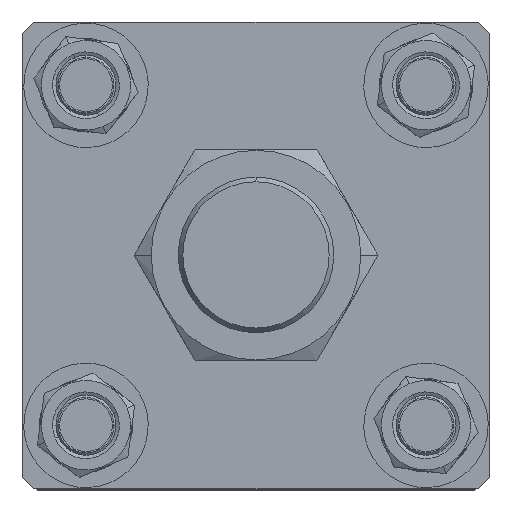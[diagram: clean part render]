
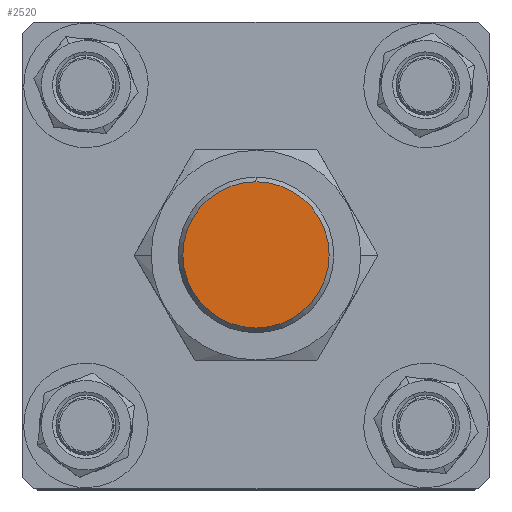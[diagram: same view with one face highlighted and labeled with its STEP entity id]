
A CAD part, top view. The second image highlights one B-rep face of the part: STEP entity #2520.
In plain terms, the highlighted planar face has unit normal (0, 0, 1).
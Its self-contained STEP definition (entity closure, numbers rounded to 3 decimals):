
#222 = EDGE_LOOP ( 'NONE', ( #6064, #6071 ) ) ;
#420 = VERTEX_POINT ( 'NONE', #1371 ) ;
#440 = VERTEX_POINT ( 'NONE', #1339 ) ;
#1339 = CARTESIAN_POINT ( 'NONE',  ( -32.899, 0., 386. ) ) ;
#1371 = CARTESIAN_POINT ( 'NONE',  ( 32.899, 0., 386. ) ) ;
#2520 = ADVANCED_FACE ( 'NONE', ( #8064 ), #6207, .T. ) ;
#2546 = AXIS2_PLACEMENT_3D ( 'NONE', #4431, #4430, #4423 ) ;
#2580 = AXIS2_PLACEMENT_3D ( 'NONE', #4410, #4409, #4408 ) ;
#4044 = AXIS2_PLACEMENT_3D ( 'NONE', #6211, #6208, #6205 ) ;
#4408 = DIRECTION ( 'NONE',  ( 1., 0., 0. ) ) ;
#4409 = DIRECTION ( 'NONE',  ( 0., 0., 1. ) ) ;
#4410 = CARTESIAN_POINT ( 'NONE',  ( 0., 0., 386. ) ) ;
#4423 = DIRECTION ( 'NONE',  ( 1., 0., 0. ) ) ;
#4430 = DIRECTION ( 'NONE',  ( 0., 0., 1. ) ) ;
#4431 = CARTESIAN_POINT ( 'NONE',  ( 0., 0., 386. ) ) ;
#5383 = CIRCLE ( 'NONE', #2580, 32.899 ) ;
#6064 = ORIENTED_EDGE ( 'NONE', *, *, #6979, .T. ) ;
#6071 = ORIENTED_EDGE ( 'NONE', *, *, #7015, .T. ) ;
#6205 = DIRECTION ( 'NONE',  ( 1., 0., 0. ) ) ;
#6207 = PLANE ( 'NONE',  #4044 ) ;
#6208 = DIRECTION ( 'NONE',  ( 0., 0., 1. ) ) ;
#6211 = CARTESIAN_POINT ( 'NONE',  ( 0., 0., 386. ) ) ;
#6577 = CIRCLE ( 'NONE', #2546, 32.899 ) ;
#6979 = EDGE_CURVE ( 'NONE', #440, #420, #6577, .T. ) ;
#7015 = EDGE_CURVE ( 'NONE', #420, #440, #5383, .T. ) ;
#8064 = FACE_OUTER_BOUND ( 'NONE', #222, .T. ) ;
